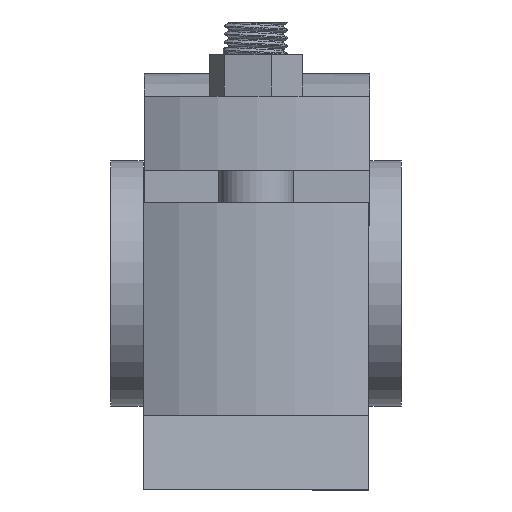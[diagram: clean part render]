
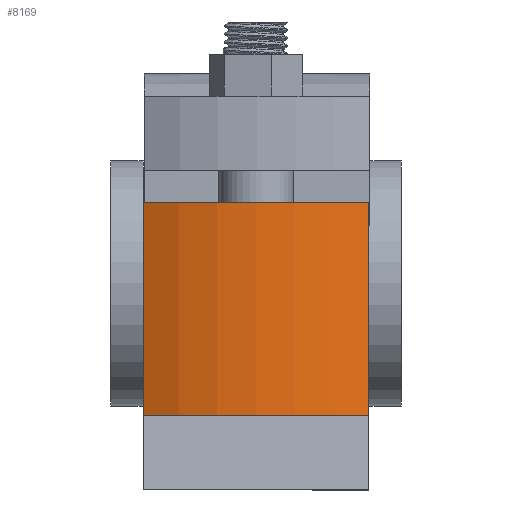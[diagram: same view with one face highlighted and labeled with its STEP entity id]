
A CAD part, left-side view. The second image highlights one B-rep face of the part: STEP entity #8169.
In plain terms, the highlighted cylindrical face has radius 76 mm (diameter 152 mm), a partial arc.
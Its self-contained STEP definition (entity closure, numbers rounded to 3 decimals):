
#107=CYLINDRICAL_SURFACE('',#8740,76.);
#313=CIRCLE('',#8739,76.);
#314=CIRCLE('',#8741,76.);
#1497=FACE_OUTER_BOUND('',#2006,.T.);
#2006=EDGE_LOOP('',(#6278,#6279,#6280,#6281));
#2501=LINE('',#18000,#2983);
#2553=LINE('',#18394,#3035);
#2983=VECTOR('',#9231,10.);
#3035=VECTOR('',#9385,10.);
#3548=VERTEX_POINT('',#17997);
#3549=VERTEX_POINT('',#17999);
#3598=VERTEX_POINT('',#18391);
#3599=VERTEX_POINT('',#18393);
#4489=EDGE_CURVE('',#3548,#3549,#2501,.T.);
#4571=EDGE_CURVE('',#3598,#3599,#2553,.T.);
#4601=EDGE_CURVE('',#3549,#3598,#313,.T.);
#4602=EDGE_CURVE('',#3548,#3599,#314,.T.);
#6278=ORIENTED_EDGE('',*,*,#4571,.F.);
#6279=ORIENTED_EDGE('',*,*,#4601,.F.);
#6280=ORIENTED_EDGE('',*,*,#4489,.F.);
#6281=ORIENTED_EDGE('',*,*,#4602,.T.);
#8169=ADVANCED_FACE('',(#1497),#107,.T.);
#8739=AXIS2_PLACEMENT_3D('',#18455,#9449,#9450);
#8740=AXIS2_PLACEMENT_3D('',#18456,#9451,#9452);
#8741=AXIS2_PLACEMENT_3D('',#18457,#9453,#9454);
#9231=DIRECTION('',(0.,0.,1.));
#9385=DIRECTION('',(0.,0.,-1.));
#9449=DIRECTION('center_axis',(0.,0.,
1.));
#9450=DIRECTION('ref_axis',(-1.,0.,0.));
#9451=DIRECTION('center_axis',(0.,0.,
-1.));
#9452=DIRECTION('ref_axis',(-1.,0.,0.));
#9453=DIRECTION('center_axis',(0.,0.,
1.));
#9454=DIRECTION('ref_axis',(-1.,0.,0.));
#17997=CARTESIAN_POINT('',(107.543,70.,93.997));
#17999=CARTESIAN_POINT('',(107.541,70.,159.997));
#18000=CARTESIAN_POINT('',(107.539,70.,199.997));
#18391=CARTESIAN_POINT('',(107.541,0.,159.997));
#18393=CARTESIAN_POINT('',(107.543,0.,93.997));
#18394=CARTESIAN_POINT('',(107.539,0.,199.997));
#18455=CARTESIAN_POINT('Origin',(175.002,35.,160.));
#18456=CARTESIAN_POINT('Origin',(175.,35.,200.));
#18457=CARTESIAN_POINT('Origin',(175.004,35.,94.));
